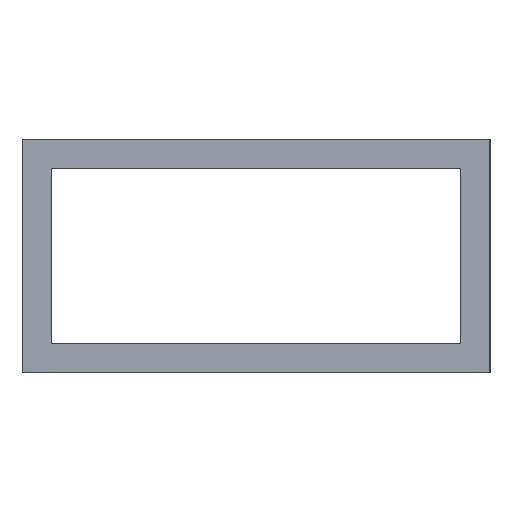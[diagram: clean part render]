
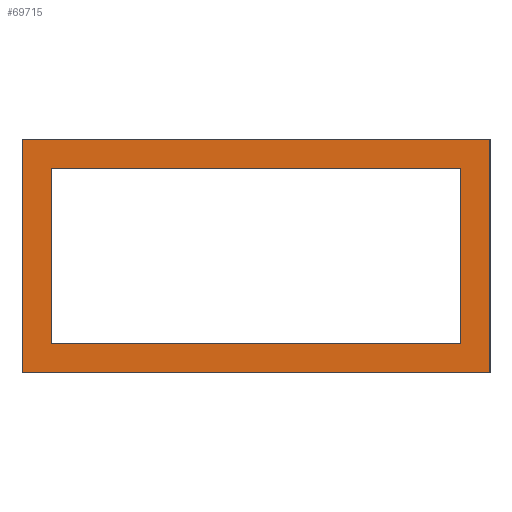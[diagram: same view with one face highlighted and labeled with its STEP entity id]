
A CAD part, left-side view. The second image highlights one B-rep face of the part: STEP entity #69715.
In plain terms, the highlighted planar face has unit normal (-1, 0, 0).
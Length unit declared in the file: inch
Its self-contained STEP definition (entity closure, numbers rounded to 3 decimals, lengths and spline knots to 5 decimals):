
#896 = VERTEX_POINT ( 'NONE', #36932 ) ;
#3050 = CARTESIAN_POINT ( 'NONE',  ( -23.5, 0., 0. ) ) ;
#3424 = EDGE_CURVE ( 'NONE', #45034, #15221, #61821, .T. ) ;
#5027 = CARTESIAN_POINT ( 'NONE',  ( -23.5, 0.875, -0.375 ) ) ;
#6990 = CARTESIAN_POINT ( 'NONE',  ( -23.5, 0., 0.375 ) ) ;
#7311 = DIRECTION ( 'NONE',  ( 0., -1., 0. ) ) ;
#7700 = DIRECTION ( 'NONE',  ( 0., -1., 0. ) ) ;
#8420 = LINE ( 'NONE', #6990, #22404 ) ;
#8699 = VERTEX_POINT ( 'NONE', #20956 ) ;
#9194 = CARTESIAN_POINT ( 'NONE',  ( -23.5, 0.875, 0.375 ) ) ;
#10554 = EDGE_LOOP ( 'NONE', ( #22067, #16911, #47108, #62301 ) ) ;
#11286 = VECTOR ( 'NONE', #46193, 39.37008 ) ;
#11991 = EDGE_CURVE ( 'NONE', #896, #58519, #63692, .T. ) ;
#12248 = CARTESIAN_POINT ( 'NONE',  ( -23.5, 0., -0.375 ) ) ;
#12652 = EDGE_CURVE ( 'NONE', #8699, #45034, #47502, .T. ) ;
#13306 = CARTESIAN_POINT ( 'NONE',  ( -23.5, -1., 0.5 ) ) ;
#13361 = EDGE_CURVE ( 'NONE', #66307, #40598, #46956, .T. ) ;
#14117 = CARTESIAN_POINT ( 'NONE',  ( -23.5, 1., 0.5 ) ) ;
#15221 = VERTEX_POINT ( 'NONE', #5027 ) ;
#16487 = EDGE_CURVE ( 'NONE', #15221, #55605, #21106, .T. ) ;
#16911 = ORIENTED_EDGE ( 'NONE', *, *, #16487, .T. ) ;
#18231 = ORIENTED_EDGE ( 'NONE', *, *, #39724, .F. ) ;
#18524 = EDGE_CURVE ( 'NONE', #55605, #8699, #8420, .T. ) ;
#18621 = FACE_BOUND ( 'NONE', #10554, .T. ) ;
#18975 = PLANE ( 'NONE',  #64570 ) ;
#19330 = FACE_OUTER_BOUND ( 'NONE', #22993, .T. ) ;
#19998 = CARTESIAN_POINT ( 'NONE',  ( -23.5, -0.875, -0.375 ) ) ;
#20409 = VECTOR ( 'NONE', #48965, 39.37008 ) ;
#20956 = CARTESIAN_POINT ( 'NONE',  ( -23.5, -0.875, 0.375 ) ) ;
#21106 = LINE ( 'NONE', #21831, #20409 ) ;
#21831 = CARTESIAN_POINT ( 'NONE',  ( -23.5, 0.875, 0. ) ) ;
#22067 = ORIENTED_EDGE ( 'NONE', *, *, #3424, .T. ) ;
#22404 = VECTOR ( 'NONE', #7700, 39.37008 ) ;
#22993 = EDGE_LOOP ( 'NONE', ( #18231, #53908, #27198, #24186 ) ) ;
#24186 = ORIENTED_EDGE ( 'NONE', *, *, #11991, .F. ) ;
#24461 = LINE ( 'NONE', #62816, #11286 ) ;
#27198 = ORIENTED_EDGE ( 'NONE', *, *, #70155, .F. ) ;
#28157 = DIRECTION ( 'NONE',  ( 0., 1., 0. ) ) ;
#32566 = CARTESIAN_POINT ( 'NONE',  ( -23.5, 1., 0.5 ) ) ;
#33743 = CARTESIAN_POINT ( 'NONE',  ( -23.5, -1., 0.5 ) ) ;
#34077 = CARTESIAN_POINT ( 'NONE',  ( -23.5, -1., -0.5 ) ) ;
#34818 = LINE ( 'NONE', #56882, #61068 ) ;
#36201 = DIRECTION ( 'NONE',  ( 0., 0., 1. ) ) ;
#36932 = CARTESIAN_POINT ( 'NONE',  ( -23.5, 1., -0.5 ) ) ;
#39459 = VECTOR ( 'NONE', #28157, 39.37008 ) ;
#39724 = EDGE_CURVE ( 'NONE', #40598, #896, #24461, .T. ) ;
#40598 = VERTEX_POINT ( 'NONE', #34077 ) ;
#40691 = DIRECTION ( 'NONE',  ( 1., 0., 0. ) ) ;
#42386 = VECTOR ( 'NONE', #47851, 39.37008 ) ;
#45034 = VERTEX_POINT ( 'NONE', #19998 ) ;
#46193 = DIRECTION ( 'NONE',  ( 0., 1., 0. ) ) ;
#46602 = DIRECTION ( 'NONE',  ( 0., 0., -1. ) ) ;
#46956 = LINE ( 'NONE', #13306, #63235 ) ;
#47108 = ORIENTED_EDGE ( 'NONE', *, *, #18524, .T. ) ;
#47156 = CARTESIAN_POINT ( 'NONE',  ( -23.5, -0.875, 0. ) ) ;
#47502 = LINE ( 'NONE', #47156, #42386 ) ;
#47851 = DIRECTION ( 'NONE',  ( 0., 0., -1. ) ) ;
#48965 = DIRECTION ( 'NONE',  ( 0., 0., 1. ) ) ;
#51539 = DIRECTION ( 'NONE',  ( 0., 0., -1. ) ) ;
#53908 = ORIENTED_EDGE ( 'NONE', *, *, #13361, .F. ) ;
#55605 = VERTEX_POINT ( 'NONE', #9194 ) ;
#56882 = CARTESIAN_POINT ( 'NONE',  ( -23.5, -1., 0.5 ) ) ;
#58139 = VECTOR ( 'NONE', #36201, 39.37008 ) ;
#58519 = VERTEX_POINT ( 'NONE', #32566 ) ;
#61068 = VECTOR ( 'NONE', #7311, 39.37008 ) ;
#61821 = LINE ( 'NONE', #12248, #39459 ) ;
#62301 = ORIENTED_EDGE ( 'NONE', *, *, #12652, .T. ) ;
#62816 = CARTESIAN_POINT ( 'NONE',  ( -23.5, -1., -0.5 ) ) ;
#63235 = VECTOR ( 'NONE', #46602, 39.37008 ) ;
#63692 = LINE ( 'NONE', #14117, #58139 ) ;
#64570 = AXIS2_PLACEMENT_3D ( 'NONE', #3050, #40691, #51539 ) ;
#66307 = VERTEX_POINT ( 'NONE', #33743 ) ;
#69715 = ADVANCED_FACE ( 'NONE', ( #19330, #18621 ), #18975, .F. ) ;
#70155 = EDGE_CURVE ( 'NONE', #58519, #66307, #34818, .T. ) ;
